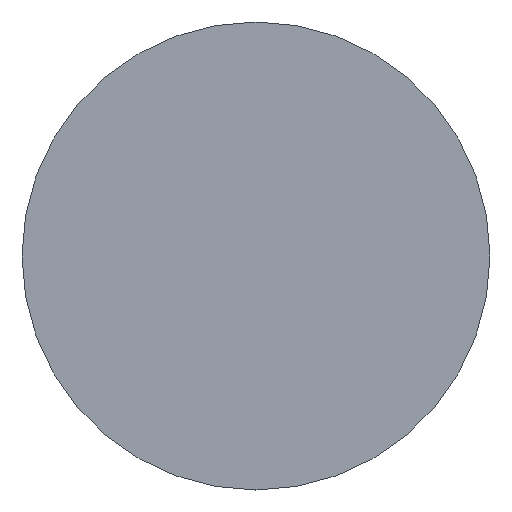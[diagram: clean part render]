
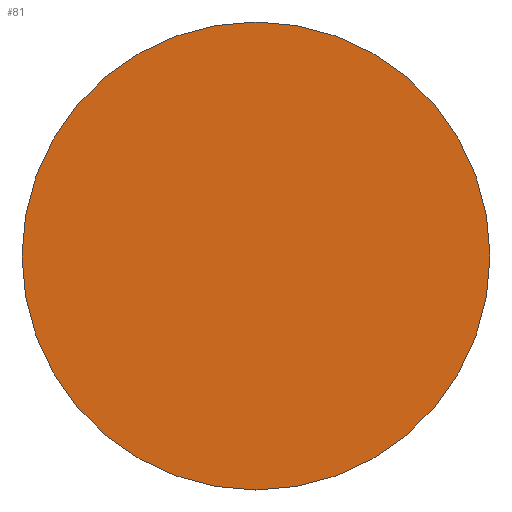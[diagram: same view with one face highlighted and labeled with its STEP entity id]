
A CAD part, left-side view. The second image highlights one B-rep face of the part: STEP entity #81.
In plain terms, the highlighted planar face has unit normal (-1, 0, 0).
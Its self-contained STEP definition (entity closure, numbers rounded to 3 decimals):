
#15 = DIRECTION ( 'NONE',  ( 1., 0., 0. ) ) ;
#17 = DIRECTION ( 'NONE',  ( -1., 0., 0. ) ) ;
#20 = VERTEX_POINT ( 'NONE', #114 ) ;
#21 = DIRECTION ( 'NONE',  ( 0., 0., 1. ) ) ;
#22 = ORIENTED_EDGE ( 'NONE', *, *, #137, .T. ) ;
#23 = EDGE_LOOP ( 'NONE', ( #82, #22 ) ) ;
#34 = EDGE_CURVE ( 'NONE', #20, #39, #49, .T. ) ;
#39 = VERTEX_POINT ( 'NONE', #53 ) ;
#48 = PLANE ( 'NONE',  #101 ) ;
#49 = CIRCLE ( 'NONE', #141, 25.4 ) ;
#53 = CARTESIAN_POINT ( 'NONE',  ( 0., 0., -25.4 ) ) ;
#58 = DIRECTION ( 'NONE',  ( -1., 0., 0. ) ) ;
#68 = CARTESIAN_POINT ( 'NONE',  ( 0., 0., 0. ) ) ;
#71 = CARTESIAN_POINT ( 'NONE',  ( 0., 0., 0. ) ) ;
#81 = ADVANCED_FACE ( 'NONE', ( #144 ), #48, .F. ) ;
#82 = ORIENTED_EDGE ( 'NONE', *, *, #34, .T. ) ;
#88 = DIRECTION ( 'NONE',  ( 0., 0., 1. ) ) ;
#100 = CIRCLE ( 'NONE', #165, 25.4 ) ;
#101 = AXIS2_PLACEMENT_3D ( 'NONE', #68, #15, #142 ) ;
#114 = CARTESIAN_POINT ( 'NONE',  ( 0., 0., 25.4 ) ) ;
#126 = CARTESIAN_POINT ( 'NONE',  ( 0., 0., 0. ) ) ;
#137 = EDGE_CURVE ( 'NONE', #39, #20, #100, .T. ) ;
#141 = AXIS2_PLACEMENT_3D ( 'NONE', #71, #58, #21 ) ;
#142 = DIRECTION ( 'NONE',  ( 0., 0., -1. ) ) ;
#144 = FACE_OUTER_BOUND ( 'NONE', #23, .T. ) ;
#165 = AXIS2_PLACEMENT_3D ( 'NONE', #126, #17, #88 ) ;
